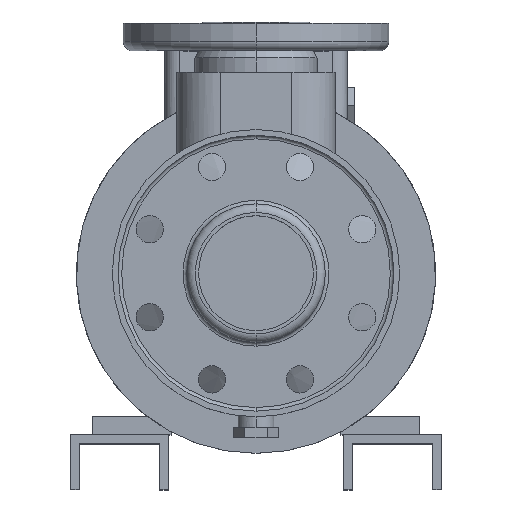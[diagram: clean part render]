
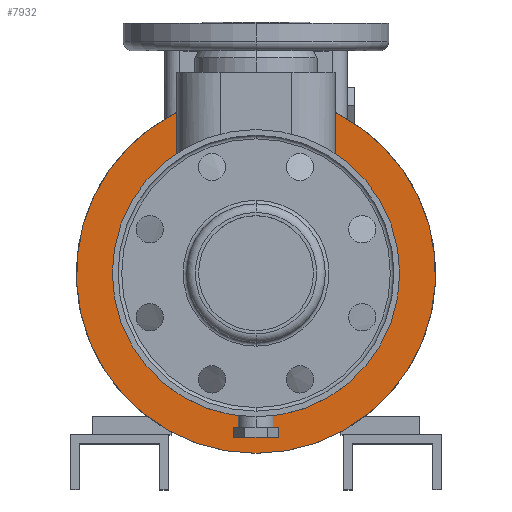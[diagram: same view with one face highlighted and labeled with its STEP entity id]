
A CAD part, top view. The second image highlights one B-rep face of the part: STEP entity #7932.
In plain terms, the highlighted planar face has unit normal (0, 0, 1).
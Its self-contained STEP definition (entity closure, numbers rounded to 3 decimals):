
#306 = EDGE_LOOP ( 'NONE', ( #7589, #12648, #2933, #13550, #9276, #5221 ) ) ;
#313 = EDGE_CURVE ( 'NONE', #1551, #3771, #749, .T. ) ;
#549 = CARTESIAN_POINT ( 'NONE',  ( 55., 112.25, -58. ) ) ;
#749 = CIRCLE ( 'NONE', #6966, 97. ) ;
#871 = EDGE_CURVE ( 'NONE', #9429, #12384, #1850, .T. ) ;
#1009 = CARTESIAN_POINT ( 'NONE',  ( 0., 97., -58. ) ) ;
#1060 = CARTESIAN_POINT ( 'NONE',  ( -55., 112.25, -58. ) ) ;
#1551 = VERTEX_POINT ( 'NONE', #11218 ) ;
#1717 = DIRECTION ( 'NONE',  ( 0., 1., 0. ) ) ;
#1845 = DIRECTION ( 'NONE',  ( 0., 1., 0. ) ) ;
#1850 = CIRCLE ( 'NONE', #4089, 125. ) ;
#1974 = FACE_OUTER_BOUND ( 'NONE', #306, .T. ) ;
#2272 = DIRECTION ( 'NONE',  ( 0., 0., 1. ) ) ;
#2351 = EDGE_CURVE ( 'NONE', #10055, #3544, #11297, .T. ) ;
#2671 = DIRECTION ( 'NONE',  ( 0., 0., 1. ) ) ;
#2933 = ORIENTED_EDGE ( 'NONE', *, *, #6454, .F. ) ;
#3000 = CARTESIAN_POINT ( 'NONE',  ( 0., 0., -58. ) ) ;
#3453 = DIRECTION ( 'NONE',  ( 0., -1., 0. ) ) ;
#3544 = VERTEX_POINT ( 'NONE', #1060 ) ;
#3771 = VERTEX_POINT ( 'NONE', #7168 ) ;
#3946 = CARTESIAN_POINT ( 'NONE',  ( -55., -125.002, -58. ) ) ;
#4089 = AXIS2_PLACEMENT_3D ( 'NONE', #11792, #2272, #10401 ) ;
#4265 = EDGE_CURVE ( 'NONE', #3544, #9429, #12389, .T. ) ;
#4436 = AXIS2_PLACEMENT_3D ( 'NONE', #11183, #10143, #5139 ) ;
#4494 = VECTOR ( 'NONE', #1717, 1000. ) ;
#5139 = DIRECTION ( 'NONE',  ( 0., -1., 0. ) ) ;
#5221 = ORIENTED_EDGE ( 'NONE', *, *, #871, .T. ) ;
#6454 = EDGE_CURVE ( 'NONE', #10055, #1551, #10402, .T. ) ;
#6966 = AXIS2_PLACEMENT_3D ( 'NONE', #3000, #2671, #11466 ) ;
#7009 = VECTOR ( 'NONE', #1845, 1000. ) ;
#7168 = CARTESIAN_POINT ( 'NONE',  ( 55., 79.9, -58. ) ) ;
#7589 = ORIENTED_EDGE ( 'NONE', *, *, #9197, .F. ) ;
#7932 = ADVANCED_FACE ( 'NONE', ( #1974 ), #10519, .F. ) ;
#8128 = CARTESIAN_POINT ( 'NONE',  ( 55., -125.002, -58. ) ) ;
#8735 = DIRECTION ( 'NONE',  ( 0., 0., 1. ) ) ;
#9197 = EDGE_CURVE ( 'NONE', #3771, #12384, #11377, .T. ) ;
#9276 = ORIENTED_EDGE ( 'NONE', *, *, #4265, .T. ) ;
#9429 = VERTEX_POINT ( 'NONE', #9502 ) ;
#9502 = CARTESIAN_POINT ( 'NONE',  ( 0., -125., -58. ) ) ;
#10055 = VERTEX_POINT ( 'NONE', #12571 ) ;
#10143 = DIRECTION ( 'NONE',  ( 0., 0., 1. ) ) ;
#10401 = DIRECTION ( 'NONE',  ( 0., -1., 0. ) ) ;
#10402 = CIRCLE ( 'NONE', #4436, 97. ) ;
#10519 = PLANE ( 'NONE',  #12225 ) ;
#11183 = CARTESIAN_POINT ( 'NONE',  ( 0., 0., -58. ) ) ;
#11218 = CARTESIAN_POINT ( 'NONE',  ( 0., -97., -58. ) ) ;
#11297 = LINE ( 'NONE', #3946, #7009 ) ;
#11377 = LINE ( 'NONE', #8128, #4494 ) ;
#11466 = DIRECTION ( 'NONE',  ( 0., -1., 0. ) ) ;
#11564 = DIRECTION ( 'NONE',  ( 0., 0., -1. ) ) ;
#11792 = CARTESIAN_POINT ( 'NONE',  ( 0., 0., -58. ) ) ;
#12225 = AXIS2_PLACEMENT_3D ( 'NONE', #1009, #11564, #13709 ) ;
#12384 = VERTEX_POINT ( 'NONE', #549 ) ;
#12389 = CIRCLE ( 'NONE', #13273, 125. ) ;
#12571 = CARTESIAN_POINT ( 'NONE',  ( -55., 79.9, -58. ) ) ;
#12648 = ORIENTED_EDGE ( 'NONE', *, *, #313, .F. ) ;
#12952 = CARTESIAN_POINT ( 'NONE',  ( 0., 0., -58. ) ) ;
#13273 = AXIS2_PLACEMENT_3D ( 'NONE', #12952, #8735, #3453 ) ;
#13550 = ORIENTED_EDGE ( 'NONE', *, *, #2351, .T. ) ;
#13709 = DIRECTION ( 'NONE',  ( 0., 1., 0. ) ) ;
